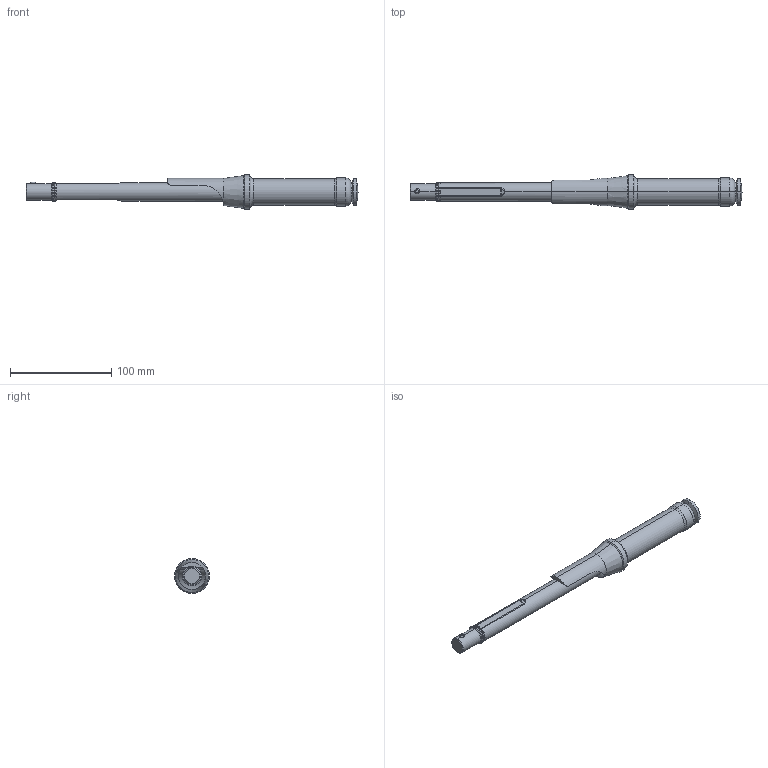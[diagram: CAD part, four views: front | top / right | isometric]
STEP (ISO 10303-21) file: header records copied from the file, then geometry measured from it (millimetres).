
FILE_DESCRIPTION(('HOOPS Exchange Step'),'2;1');
FILE_NAME('export-32098C15-52C7-45EC-9888-A616B1F8DDD2.stp','2023-01-28T14:04:11+01:00',('Engineering'),('Alibre'),'HOOPS Exchange 2021.0','Alibre','Unknown authorisation');
FILE_SCHEMA( ('AP242_MANAGED_MODEL_BASED_3D_ENGINEERING_MIM_LF {1 0 10303 442 1 1 4 }') );
Length unit declared in the file: millimetre
Products named in the file (3): 6220-1 TORCO-FIX I Adjustable Torque Wrench 10-50 Nm (16mm interface); 6220-2 TORCO-FIX I Adjustable Torque Wrench 10-50 Nm (16mm interface); 6220 TORCO-FIX I Adjustable Torque Wrench 10-50 Nm (16mm interface)
Assembly tree (2 placements, depth 2):
  6220 TORCO-FIX I Adjustable Torque Wrench 10-50 Nm (16mm interface)
    6220-1 TORCO-FIX I Adjustable Torque Wrench 10-50 Nm (16mm interface)
    6220-2 TORCO-FIX I Adjustable Torque Wrench 10-50 Nm (16mm interface)
Bounding box: 328 x 34.25 x 34.25 mm (x, y, z)
Volume: 137327.9 mm3; surface area: 29528.4 mm2
Topology: 2 solids, 2 shells, 86 faces, 185 edges, 106 vertices
Faces by surface type: cylinder 31, torus 23, plane 18, cone 8, bspline 6
Entity records: 2583 total; most frequent: CARTESIAN_POINT 547, DIRECTION 461, ORIENTED_EDGE 368, AXIS2_PLACEMENT_3D 203, EDGE_CURVE 184, CIRCLE 107, VERTEX_POINT 106, EDGE_LOOP 90
